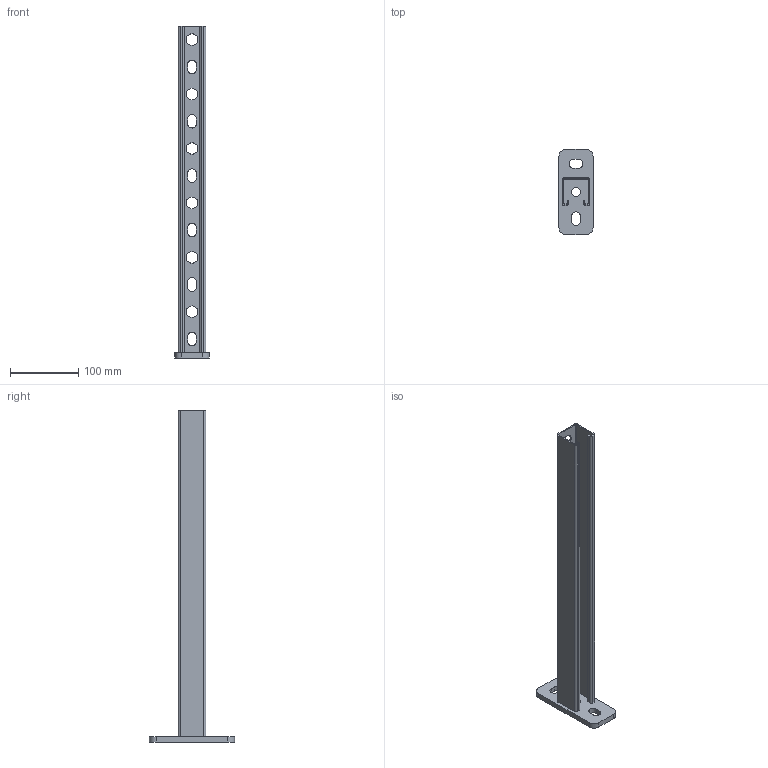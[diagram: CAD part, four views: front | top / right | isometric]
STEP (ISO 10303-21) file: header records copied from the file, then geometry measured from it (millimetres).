
FILE_DESCRIPTION(('STEP AP214'),'1');
FILE_NAME('cctmp_BF475930-A0AF-4E09-9638-71F50FD09580_2023_03_02_12_31_29_0538..stp','2023-03-02T11:31:29',('MÜPRO Services GmbH'),('CADClick - www.CADClick.com'),'Spatial InterOp 3D',' ','unknown authorization');
FILE_SCHEMA(('AUTOMOTIVE_DESIGN'));
Length unit declared in the file: millimetre
Products named in the file (3): cc_unnamed; 154219_1; 154219
Assembly tree (2 placements, depth 2):
  cc_unnamed
    154219_1
    154219
Bounding box: 50 x 125 x 488 mm (x, y, z)
Volume: 171508.9 mm3; surface area: 145812.8 mm2
Topology: 2 solids, 2 shells, 102 faces, 294 edges, 196 vertices
Faces by surface type: cylinder 62, plane 40
Entity records: 4358 total; most frequent: DIRECTION 628, CARTESIAN_POINT 595, ORIENTED_EDGE 588, EDGE_CURVE 294, AXIS2_PLACEMENT_3D 229, VERTEX_POINT 196, LINE 170, VECTOR 170
